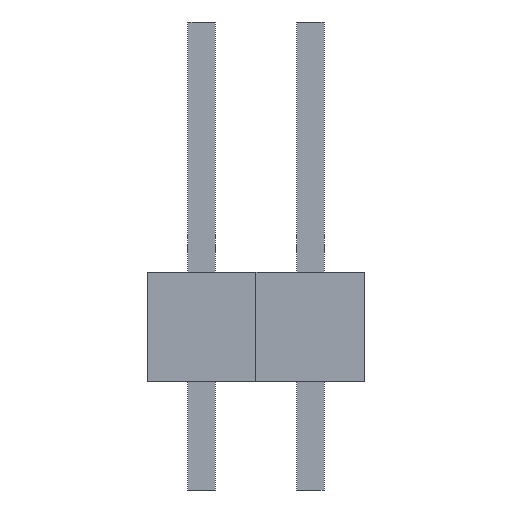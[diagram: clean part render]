
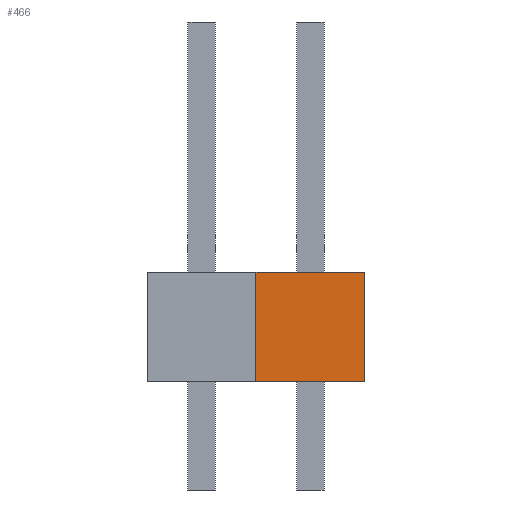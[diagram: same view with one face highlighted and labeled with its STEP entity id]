
A CAD part, left-side view. The second image highlights one B-rep face of the part: STEP entity #466.
In plain terms, the highlighted planar face has unit normal (-1, 0, 0).
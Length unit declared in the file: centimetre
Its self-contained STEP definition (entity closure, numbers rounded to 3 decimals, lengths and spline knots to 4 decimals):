
#229=VERTEX_POINT('',#757);
#232=VERTEX_POINT('',#762);
#235=VERTEX_POINT('',#772);
#236=VERTEX_POINT('',#774);
#264=VECTOR('',#579,1.);
#269=VECTOR('',#586,1.);
#271=VECTOR('',#589,1.);
#272=VECTOR('',#590,1.);
#300=LINE('',#763,#264);
#305=LINE('',#773,#269);
#307=LINE('',#777,#271);
#308=LINE('',#778,#272);
#336=EDGE_CURVE('',#232,#229,#300,.T.);
#341=EDGE_CURVE('',#236,#235,#305,.T.);
#343=EDGE_CURVE('',#235,#229,#307,.T.);
#344=EDGE_CURVE('',#232,#236,#308,.T.);
#397=ORIENTED_EDGE('',*,*,#343,.T.);
#398=ORIENTED_EDGE('',*,*,#336,.F.);
#399=ORIENTED_EDGE('',*,*,#344,.T.);
#400=ORIENTED_EDGE('',*,*,#341,.T.);
#430=EDGE_LOOP('',(#397,#398,#399,#400));
#448=FACE_BOUND('',#430,.T.);
#466=ADVANCED_FACE('',(#448),#850,.T.);
#482=AXIS2_PLACEMENT_3D('',#776,#588,$);
#579=DIRECTION('',(0.,0.,1.));
#586=DIRECTION('',(0.,0.,1.));
#588=DIRECTION('',(-1.,0.,0.));
#589=DIRECTION('',(0.,1.,0.));
#590=DIRECTION('',(0.,-1.,0.));
#757=CARTESIAN_POINT('',(-0.127,0.127,0.254));
#762=CARTESIAN_POINT('',(-0.127,0.127,0.));
#763=CARTESIAN_POINT('',(-0.127,0.127,0.));
#772=CARTESIAN_POINT('',(-0.127,-0.127,0.254));
#773=CARTESIAN_POINT('',(-0.127,-0.127,0.));
#774=CARTESIAN_POINT('',(-0.127,-0.127,0.));
#776=CARTESIAN_POINT('',(-0.127,0.,0.));
#777=CARTESIAN_POINT('',(-0.127,0.127,0.254));
#778=CARTESIAN_POINT('',(-0.127,0.127,0.));
#850=PLANE('',#482);
